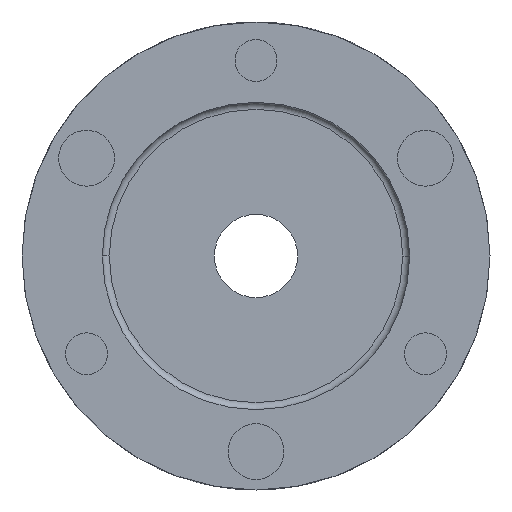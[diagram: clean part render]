
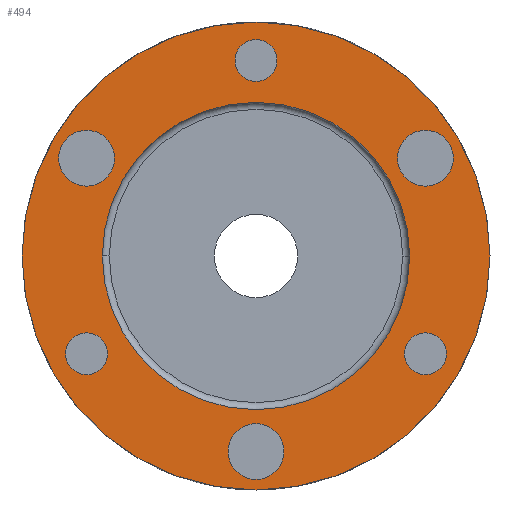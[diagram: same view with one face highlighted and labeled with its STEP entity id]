
A CAD part, left-side view. The second image highlights one B-rep face of the part: STEP entity #494.
In plain terms, the highlighted planar face has unit normal (-1, 0, 0).
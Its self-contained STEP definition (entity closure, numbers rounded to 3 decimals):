
#61=CARTESIAN_POINT('Vertex',(0.,-3.,28.)) ;
#66=CARTESIAN_POINT('Axis2P3D Location',(0.,0.,28.)) ;
#70=CARTESIAN_POINT('Vertex',(0.,3.,28.)) ;
#92=CARTESIAN_POINT('Axis2P3D Location',(0.,0.,28.)) ;
#128=CARTESIAN_POINT('Vertex',(0.,25.749,-11.402)) ;
#133=CARTESIAN_POINT('Axis2P3D Location',(0.,24.249,-14.)) ;
#137=CARTESIAN_POINT('Vertex',(0.,22.749,-16.598)) ;
#159=CARTESIAN_POINT('Axis2P3D Location',(0.,24.249,-14.)) ;
#190=CARTESIAN_POINT('Vertex',(0.,-22.749,-16.598)) ;
#195=CARTESIAN_POINT('Axis2P3D Location',(0.,-24.249,-14.)) ;
#199=CARTESIAN_POINT('Vertex',(0.,-25.749,-11.402)) ;
#221=CARTESIAN_POINT('Axis2P3D Location',(0.,-24.249,-14.)) ;
#252=CARTESIAN_POINT('Vertex',(0.,22.249,17.464)) ;
#257=CARTESIAN_POINT('Axis2P3D Location',(0.,24.249,14.)) ;
#261=CARTESIAN_POINT('Vertex',(0.,26.249,10.536)) ;
#283=CARTESIAN_POINT('Axis2P3D Location',(0.,24.249,14.)) ;
#314=CARTESIAN_POINT('Vertex',(0.,4.,-28.)) ;
#319=CARTESIAN_POINT('Axis2P3D Location',(0.,0.,-28.)) ;
#323=CARTESIAN_POINT('Vertex',(0.,-4.,-28.)) ;
#345=CARTESIAN_POINT('Axis2P3D Location',(0.,0.,-28.)) ;
#376=CARTESIAN_POINT('Vertex',(0.,-26.249,10.536)) ;
#381=CARTESIAN_POINT('Axis2P3D Location',(0.,-24.249,14.)) ;
#385=CARTESIAN_POINT('Vertex',(0.,-22.249,17.464)) ;
#407=CARTESIAN_POINT('Axis2P3D Location',(0.,-24.249,14.)) ;
#429=CARTESIAN_POINT('Axis2P3D Location',(0.,0.,0.)) ;
#434=CARTESIAN_POINT('Axis2P3D Location',(0.,0.,0.)) ;
#438=CARTESIAN_POINT('Vertex',(0.,-33.5,0.)) ;
#440=CARTESIAN_POINT('Vertex',(0.,33.5,0.)) ;
#443=CARTESIAN_POINT('Axis2P3D Location',(0.,0.,0.)) ;
#452=CARTESIAN_POINT('Axis2P3D Location',(0.,0.,0.)) ;
#456=CARTESIAN_POINT('Vertex',(0.,22.,0.)) ;
#458=CARTESIAN_POINT('Vertex',(0.,-22.,0.)) ;
#461=CARTESIAN_POINT('Axis2P3D Location',(0.,0.,0.)) ;
#67=DIRECTION('Axis2P3D Direction',(-1.,0.,0.)) ;
#93=DIRECTION('Axis2P3D Direction',(-1.,0.,0.)) ;
#134=DIRECTION('Axis2P3D Direction',(-1.,0.,0.)) ;
#160=DIRECTION('Axis2P3D Direction',(-1.,0.,0.)) ;
#196=DIRECTION('Axis2P3D Direction',(-1.,0.,0.)) ;
#222=DIRECTION('Axis2P3D Direction',(-1.,0.,0.)) ;
#258=DIRECTION('Axis2P3D Direction',(-1.,0.,0.)) ;
#284=DIRECTION('Axis2P3D Direction',(-1.,0.,0.)) ;
#320=DIRECTION('Axis2P3D Direction',(-1.,0.,0.)) ;
#346=DIRECTION('Axis2P3D Direction',(-1.,0.,0.)) ;
#382=DIRECTION('Axis2P3D Direction',(-1.,0.,0.)) ;
#408=DIRECTION('Axis2P3D Direction',(-1.,0.,0.)) ;
#430=DIRECTION('Axis2P3D Direction',(1.,0.,0.)) ;
#431=DIRECTION('Axis2P3D XDirection',(0.,1.,0.)) ;
#435=DIRECTION('Axis2P3D Direction',(1.,0.,0.)) ;
#444=DIRECTION('Axis2P3D Direction',(1.,0.,0.)) ;
#453=DIRECTION('Axis2P3D Direction',(1.,0.,0.)) ;
#462=DIRECTION('Axis2P3D Direction',(1.,0.,0.)) ;
#68=AXIS2_PLACEMENT_3D('Circle Axis2P3D',#66,#67,$) ;
#94=AXIS2_PLACEMENT_3D('Circle Axis2P3D',#92,#93,$) ;
#135=AXIS2_PLACEMENT_3D('Circle Axis2P3D',#133,#134,$) ;
#161=AXIS2_PLACEMENT_3D('Circle Axis2P3D',#159,#160,$) ;
#197=AXIS2_PLACEMENT_3D('Circle Axis2P3D',#195,#196,$) ;
#223=AXIS2_PLACEMENT_3D('Circle Axis2P3D',#221,#222,$) ;
#259=AXIS2_PLACEMENT_3D('Circle Axis2P3D',#257,#258,$) ;
#285=AXIS2_PLACEMENT_3D('Circle Axis2P3D',#283,#284,$) ;
#321=AXIS2_PLACEMENT_3D('Circle Axis2P3D',#319,#320,$) ;
#347=AXIS2_PLACEMENT_3D('Circle Axis2P3D',#345,#346,$) ;
#383=AXIS2_PLACEMENT_3D('Circle Axis2P3D',#381,#382,$) ;
#409=AXIS2_PLACEMENT_3D('Circle Axis2P3D',#407,#408,$) ;
#432=AXIS2_PLACEMENT_3D('Plane Axis2P3D',#429,#430,#431) ;
#436=AXIS2_PLACEMENT_3D('Circle Axis2P3D',#434,#435,$) ;
#445=AXIS2_PLACEMENT_3D('Circle Axis2P3D',#443,#444,$) ;
#454=AXIS2_PLACEMENT_3D('Circle Axis2P3D',#452,#453,$) ;
#463=AXIS2_PLACEMENT_3D('Circle Axis2P3D',#461,#462,$) ;
#449=ORIENTED_EDGE('',*,*,#442,.F.) ;
#450=ORIENTED_EDGE('',*,*,#447,.F.) ;
#467=ORIENTED_EDGE('',*,*,#460,.F.) ;
#468=ORIENTED_EDGE('',*,*,#465,.F.) ;
#471=ORIENTED_EDGE('',*,*,#96,.F.) ;
#472=ORIENTED_EDGE('',*,*,#72,.F.) ;
#475=ORIENTED_EDGE('',*,*,#163,.F.) ;
#476=ORIENTED_EDGE('',*,*,#139,.F.) ;
#479=ORIENTED_EDGE('',*,*,#225,.F.) ;
#480=ORIENTED_EDGE('',*,*,#201,.F.) ;
#483=ORIENTED_EDGE('',*,*,#287,.F.) ;
#484=ORIENTED_EDGE('',*,*,#263,.F.) ;
#487=ORIENTED_EDGE('',*,*,#349,.F.) ;
#488=ORIENTED_EDGE('',*,*,#325,.F.) ;
#491=ORIENTED_EDGE('',*,*,#411,.F.) ;
#492=ORIENTED_EDGE('',*,*,#387,.F.) ;
#469=FACE_BOUND('',#466,.T.) ;
#473=FACE_BOUND('',#470,.T.) ;
#477=FACE_BOUND('',#474,.T.) ;
#481=FACE_BOUND('',#478,.T.) ;
#485=FACE_BOUND('',#482,.T.) ;
#489=FACE_BOUND('',#486,.T.) ;
#493=FACE_BOUND('',#490,.T.) ;
#494=ADVANCED_FACE('Corps principal',(#451,#469,#473,#477,#481,#485,#489,#493),#433,.F.) ;
#69=CIRCLE('generated circle',#68,3.) ;
#95=CIRCLE('generated circle',#94,3.) ;
#136=CIRCLE('generated circle',#135,3.) ;
#162=CIRCLE('generated circle',#161,3.) ;
#198=CIRCLE('generated circle',#197,3.) ;
#224=CIRCLE('generated circle',#223,3.) ;
#260=CIRCLE('generated circle',#259,4.) ;
#286=CIRCLE('generated circle',#285,4.) ;
#322=CIRCLE('generated circle',#321,4.) ;
#348=CIRCLE('generated circle',#347,4.) ;
#384=CIRCLE('generated circle',#383,4.) ;
#410=CIRCLE('generated circle',#409,4.) ;
#437=CIRCLE('generated circle',#436,33.5) ;
#446=CIRCLE('generated circle',#445,33.5) ;
#455=CIRCLE('generated circle',#454,22.) ;
#464=CIRCLE('generated circle',#463,22.) ;
#72=EDGE_CURVE('',#62,#71,#69,.T.) ;
#96=EDGE_CURVE('',#71,#62,#95,.T.) ;
#139=EDGE_CURVE('',#129,#138,#136,.T.) ;
#163=EDGE_CURVE('',#138,#129,#162,.T.) ;
#201=EDGE_CURVE('',#191,#200,#198,.T.) ;
#225=EDGE_CURVE('',#200,#191,#224,.T.) ;
#263=EDGE_CURVE('',#253,#262,#260,.T.) ;
#287=EDGE_CURVE('',#262,#253,#286,.T.) ;
#325=EDGE_CURVE('',#315,#324,#322,.T.) ;
#349=EDGE_CURVE('',#324,#315,#348,.T.) ;
#387=EDGE_CURVE('',#377,#386,#384,.T.) ;
#411=EDGE_CURVE('',#386,#377,#410,.T.) ;
#442=EDGE_CURVE('',#439,#441,#437,.T.) ;
#447=EDGE_CURVE('',#441,#439,#446,.T.) ;
#460=EDGE_CURVE('',#457,#459,#455,.F.) ;
#465=EDGE_CURVE('',#459,#457,#464,.F.) ;
#448=EDGE_LOOP('',(#449,#450)) ;
#466=EDGE_LOOP('',(#467,#468)) ;
#470=EDGE_LOOP('',(#471,#472)) ;
#474=EDGE_LOOP('',(#475,#476)) ;
#478=EDGE_LOOP('',(#479,#480)) ;
#482=EDGE_LOOP('',(#483,#484)) ;
#486=EDGE_LOOP('',(#487,#488)) ;
#490=EDGE_LOOP('',(#491,#492)) ;
#451=FACE_OUTER_BOUND('',#448,.T.) ;
#433=PLANE('Plane',#432) ;
#62=VERTEX_POINT('',#61) ;
#71=VERTEX_POINT('',#70) ;
#129=VERTEX_POINT('',#128) ;
#138=VERTEX_POINT('',#137) ;
#191=VERTEX_POINT('',#190) ;
#200=VERTEX_POINT('',#199) ;
#253=VERTEX_POINT('',#252) ;
#262=VERTEX_POINT('',#261) ;
#315=VERTEX_POINT('',#314) ;
#324=VERTEX_POINT('',#323) ;
#377=VERTEX_POINT('',#376) ;
#386=VERTEX_POINT('',#385) ;
#439=VERTEX_POINT('',#438) ;
#441=VERTEX_POINT('',#440) ;
#457=VERTEX_POINT('',#456) ;
#459=VERTEX_POINT('',#458) ;
